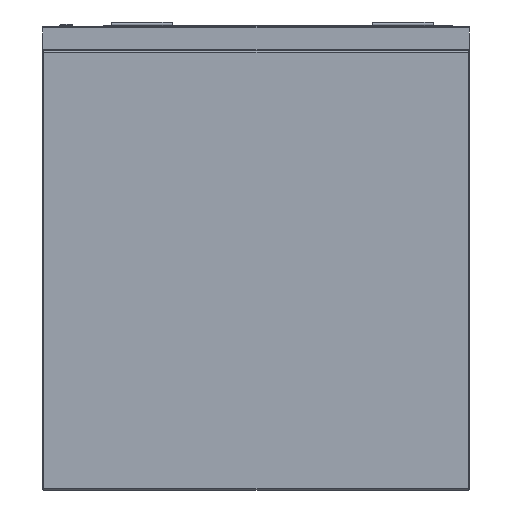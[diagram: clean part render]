
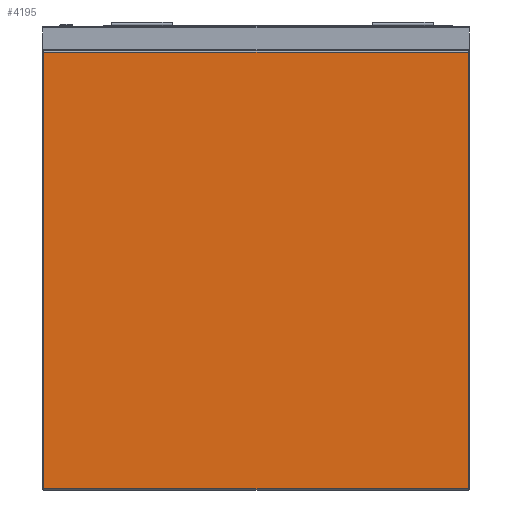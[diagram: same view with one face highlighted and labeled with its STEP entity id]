
A CAD part, left-side view. The second image highlights one B-rep face of the part: STEP entity #4195.
In plain terms, the highlighted planar face has unit normal (-1, 0, 0).
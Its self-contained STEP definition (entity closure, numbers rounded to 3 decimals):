
#239 = EDGE_LOOP ( 'NONE', ( #5096, #3226, #605, #5197 ) ) ;
#544 = EDGE_CURVE ( 'NONE', #3300, #18398, #6850, .T. ) ;
#605 = ORIENTED_EDGE ( 'NONE', *, *, #544, .T. ) ;
#856 = DIRECTION ( 'NONE',  ( 0., 0., -1. ) ) ;
#997 = EDGE_CURVE ( 'NONE', #8437, #3300, #5128, .T. ) ;
#1386 = FACE_OUTER_BOUND ( 'NONE', #239, .T. ) ;
#1603 = CARTESIAN_POINT ( 'NONE',  ( -515., -348., -42. ) ) ;
#1746 = CARTESIAN_POINT ( 'NONE',  ( -515., 350., -42. ) ) ;
#2090 = DIRECTION ( 'NONE',  ( 0., -1., 0. ) ) ;
#2790 = CARTESIAN_POINT ( 'NONE',  ( -515., -350., -760. ) ) ;
#3183 = DIRECTION ( 'NONE',  ( 0., 0., 1. ) ) ;
#3226 = ORIENTED_EDGE ( 'NONE', *, *, #997, .T. ) ;
#3300 = VERTEX_POINT ( 'NONE', #12883 ) ;
#3953 = CARTESIAN_POINT ( 'NONE',  ( -515., 348., -760. ) ) ;
#4195 = ADVANCED_FACE ( 'Fl�che7', ( #1386 ), #10718, .T. ) ;
#5096 = ORIENTED_EDGE ( 'NONE', *, *, #14493, .T. ) ;
#5128 = LINE ( 'NONE', #1746, #19618 ) ;
#5197 = ORIENTED_EDGE ( 'NONE', *, *, #9834, .T. ) ;
#6850 = LINE ( 'NONE', #3953, #9456 ) ;
#7911 = DIRECTION ( 'NONE',  ( 0., 1., 0. ) ) ;
#8437 = VERTEX_POINT ( 'NONE', #1603 ) ;
#8576 = DIRECTION ( 'NONE',  ( 0., 0., 1. ) ) ;
#9250 = VECTOR ( 'NONE', #8576, 1000. ) ;
#9456 = VECTOR ( 'NONE', #856, 1000. ) ;
#9656 = CARTESIAN_POINT ( 'NONE',  ( -515., -350., -758. ) ) ;
#9834 = EDGE_CURVE ( 'NONE', #18398, #10815, #17204, .T. ) ;
#10446 = CARTESIAN_POINT ( 'NONE',  ( -515., 348., -758. ) ) ;
#10718 = PLANE ( 'NONE',  #18136 ) ;
#10815 = VERTEX_POINT ( 'NONE', #14725 ) ;
#10893 = CARTESIAN_POINT ( 'NONE',  ( -515., -348., -760. ) ) ;
#12482 = LINE ( 'NONE', #10893, #9250 ) ;
#12883 = CARTESIAN_POINT ( 'NONE',  ( -515., 348., -42. ) ) ;
#13289 = VECTOR ( 'NONE', #2090, 1000. ) ;
#14493 = EDGE_CURVE ( 'NONE', #10815, #8437, #12482, .T. ) ;
#14725 = CARTESIAN_POINT ( 'NONE',  ( -515., -348., -758. ) ) ;
#16785 = DIRECTION ( 'NONE',  ( -1., 0., 0. ) ) ;
#17204 = LINE ( 'NONE', #9656, #13289 ) ;
#18136 = AXIS2_PLACEMENT_3D ( 'NONE', #2790, #16785, #3183 ) ;
#18398 = VERTEX_POINT ( 'NONE', #10446 ) ;
#19618 = VECTOR ( 'NONE', #7911, 1000. ) ;
